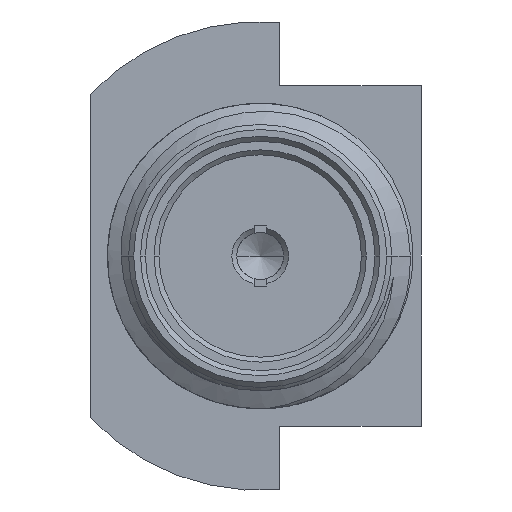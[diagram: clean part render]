
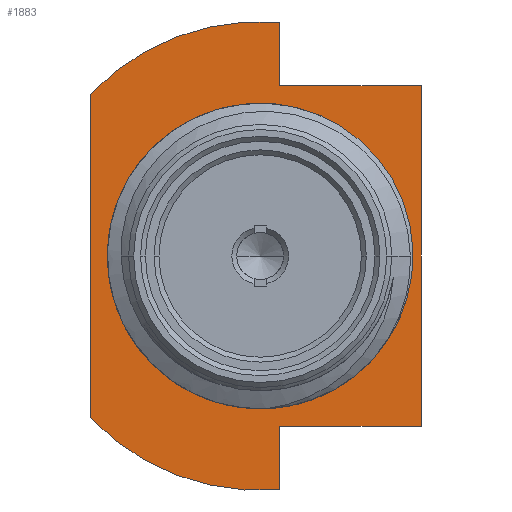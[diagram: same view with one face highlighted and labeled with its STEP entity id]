
A CAD part, left-side view. The second image highlights one B-rep face of the part: STEP entity #1883.
In plain terms, the highlighted planar face has unit normal (-1, 0, 0).
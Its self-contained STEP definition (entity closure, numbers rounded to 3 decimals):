
#35=DIRECTION('',(0.,0.,-1.));
#36=VECTOR('',#35,6.561);
#37=CARTESIAN_POINT('',(6.6,3.435,3.281));
#38=LINE('',#37,#36);
#39=DIRECTION('',(0.,0.,1.));
#40=VECTOR('',#39,6.9);
#41=CARTESIAN_POINT('',(6.6,-3.265,-3.45));
#42=LINE('',#41,#40);
#43=CARTESIAN_POINT('',(6.6,0.,0.));
#44=DIRECTION('',(-1.,0.,0.));
#45=DIRECTION('',(0.,1.,0.));
#46=AXIS2_PLACEMENT_3D('',#43,#44,#45);
#48=CARTESIAN_POINT('',(6.6,0.,0.));
#49=DIRECTION('',(1.,0.,0.));
#50=DIRECTION('',(0.,1.,0.));
#51=AXIS2_PLACEMENT_3D('',#48,#49,#50);
#66=CARTESIAN_POINT('',(6.6,0.,0.));
#67=DIRECTION('',(-1.,0.,0.));
#68=DIRECTION('',(0.,-0.082,0.997));
#69=AXIS2_PLACEMENT_3D('',#66,#67,#68);
#71=DIRECTION('',(0.,0.,-1.));
#72=VECTOR('',#71,1.284);
#73=CARTESIAN_POINT('',(6.6,-0.39,4.734));
#74=LINE('',#73,#72);
#79=DIRECTION('',(0.,-1.,0.));
#80=VECTOR('',#79,2.875);
#81=CARTESIAN_POINT('',(6.6,-0.39,3.45));
#82=LINE('',#81,#80);
#91=DIRECTION('',(0.,1.,0.));
#92=VECTOR('',#91,2.875);
#93=CARTESIAN_POINT('',(6.6,-3.265,-3.45));
#94=LINE('',#93,#92);
#95=DIRECTION('',(0.,0.,-1.));
#96=VECTOR('',#95,1.284);
#97=CARTESIAN_POINT('',(6.6,-0.39,-3.45));
#98=LINE('',#97,#96);
#107=CARTESIAN_POINT('',(6.6,0.,0.));
#108=DIRECTION('',(-1.,0.,0.));
#109=DIRECTION('',(0.,0.723,-0.691));
#110=AXIS2_PLACEMENT_3D('',#107,#108,#109);
#1644=CARTESIAN_POINT('',(6.6,-0.39,4.734));
#1645=CARTESIAN_POINT('',(6.6,-0.39,3.45));
#1646=VERTEX_POINT('',#1644);
#1647=VERTEX_POINT('',#1645);
#1648=CARTESIAN_POINT('',(6.6,-0.39,-3.45));
#1649=CARTESIAN_POINT('',(6.6,-0.39,-4.734));
#1650=VERTEX_POINT('',#1648);
#1651=VERTEX_POINT('',#1649);
#1653=CARTESIAN_POINT('',(6.6,2.451,0.));
#1655=VERTEX_POINT('',#1653);
#1657=CARTESIAN_POINT('',(6.6,-2.451,0.));
#1659=VERTEX_POINT('',#1657);
#1736=CARTESIAN_POINT('',(6.6,-3.265,3.45));
#1737=VERTEX_POINT('',#1736);
#1738=CARTESIAN_POINT('',(6.6,-3.265,-3.45));
#1739=VERTEX_POINT('',#1738);
#1744=CARTESIAN_POINT('',(6.6,3.435,-3.281));
#1745=VERTEX_POINT('',#1744);
#1746=CARTESIAN_POINT('',(6.6,3.435,3.281));
#1747=VERTEX_POINT('',#1746);
#1855=CARTESIAN_POINT('',(6.6,0.,0.));
#1856=DIRECTION('',(1.,0.,0.));
#1857=DIRECTION('',(0.,-0.707,-0.707));
#1858=AXIS2_PLACEMENT_3D('',#1855,#1856,#1857);
#1859=PLANE('',#1858);
#1860=ORIENTED_EDGE('',*,*,#1845,.F.);
#1862=ORIENTED_EDGE('',*,*,#1861,.F.);
#1864=ORIENTED_EDGE('',*,*,#1863,.T.);
#1866=ORIENTED_EDGE('',*,*,#1865,.T.);
#1868=ORIENTED_EDGE('',*,*,#1867,.F.);
#1870=ORIENTED_EDGE('',*,*,#1869,.T.);
#1872=ORIENTED_EDGE('',*,*,#1871,.T.);
#1874=ORIENTED_EDGE('',*,*,#1873,.F.);
#1875=EDGE_LOOP('',(#1860,#1862,#1864,#1866,#1868,#1870,#1872,#1874));
#1876=FACE_OUTER_BOUND('',#1875,.F.);
#1878=ORIENTED_EDGE('',*,*,#1877,.T.);
#1880=ORIENTED_EDGE('',*,*,#1879,.F.);
#1881=EDGE_LOOP('',(#1878,#1880));
#1882=FACE_BOUND('',#1881,.F.);
#1883=ADVANCED_FACE('',(#1876,#1882),#1859,.F.);
#47=CIRCLE('',#46,2.451);
#52=CIRCLE('',#51,2.451);
#70=CIRCLE('',#69,4.75);
#111=CIRCLE('',#110,4.75);
#1845=EDGE_CURVE('',#1747,#1745,#38,.T.);
#1861=EDGE_CURVE('',#1646,#1747,#70,.T.);
#1863=EDGE_CURVE('',#1646,#1647,#74,.T.);
#1865=EDGE_CURVE('',#1647,#1737,#82,.T.);
#1867=EDGE_CURVE('',#1739,#1737,#42,.T.);
#1869=EDGE_CURVE('',#1739,#1650,#94,.T.);
#1871=EDGE_CURVE('',#1650,#1651,#98,.T.);
#1873=EDGE_CURVE('',#1745,#1651,#111,.T.);
#1877=EDGE_CURVE('',#1655,#1659,#47,.T.);
#1879=EDGE_CURVE('',#1655,#1659,#52,.T.);
